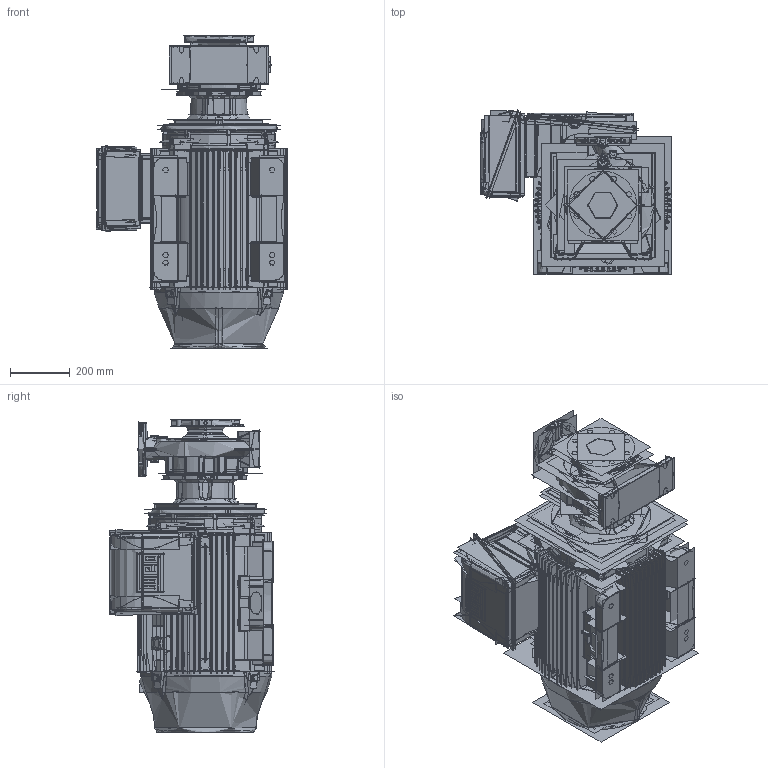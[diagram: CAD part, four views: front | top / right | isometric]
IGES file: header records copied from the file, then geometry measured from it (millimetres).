
Start section:  PTC IGES file: 87230963-00___asm.igs
Global section: file name: 87230963-00___asm.igs; native system: Creo Parametric by PTC Inc.; preprocessor: 2019224; author: santl04; organization: Unknown; date: 20210208.145252; units: millimetre
Bounding box: 641.78 x 551.66 x 1049.75 mm (x, y, z)
Volume: 124133951.6 mm3; surface area: 32316673.2 mm2
Topology: 3 solids, 30 shells, 11974 faces, 60344 edges, 74652 vertices
Faces by surface type: bspline 8482, revolution 3476, extrusion 16
